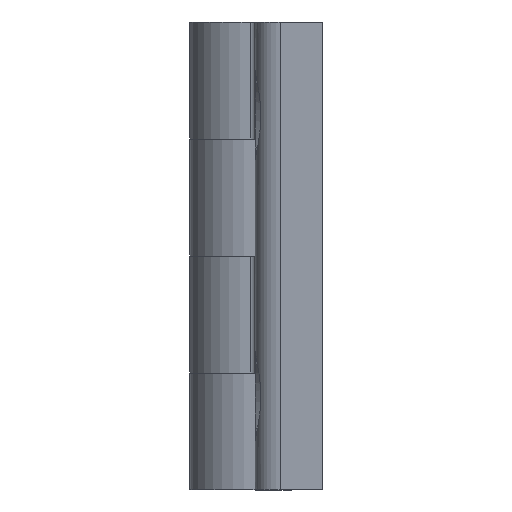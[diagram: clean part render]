
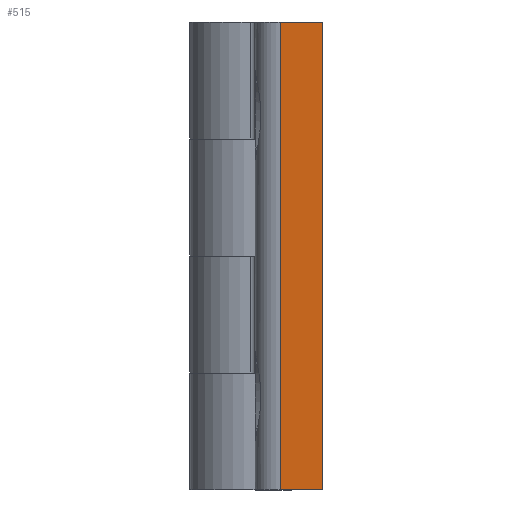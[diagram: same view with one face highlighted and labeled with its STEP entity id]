
A CAD part, front view. The second image highlights one B-rep face of the part: STEP entity #515.
In plain terms, the highlighted planar face has unit normal (-0.104, -0.995, 0).
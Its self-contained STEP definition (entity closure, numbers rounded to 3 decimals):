
#263 = LINE ( 'NONE', #9173, #4739 ) ;
#515 = ADVANCED_FACE ( 'NONE', ( #7598 ), #3985, .F. ) ;
#622 = EDGE_CURVE ( 'NONE', #9436, #9386, #6192, .T. ) ;
#911 = VECTOR ( 'NONE', #8409, 1000. ) ;
#1547 = EDGE_CURVE ( 'NONE', #9780, #9436, #263, .T. ) ;
#2256 = CARTESIAN_POINT ( 'NONE',  ( -3689.782, 395.783, 51.798 ) ) ;
#2742 = LINE ( 'NONE', #4439, #4871 ) ;
#3137 = DIRECTION ( 'NONE',  ( -0.995, 0.105, 0. ) ) ;
#3532 = CARTESIAN_POINT ( 'NONE',  ( 21.74, 5.686, 16.798 ) ) ;
#3640 = ORIENTED_EDGE ( 'NONE', *, *, #4426, .T. ) ;
#3655 = ORIENTED_EDGE ( 'NONE', *, *, #622, .F. ) ;
#3985 = PLANE ( 'NONE',  #7469 ) ;
#3989 = EDGE_CURVE ( 'NONE', #9780, #8993, #2742, .T. ) ;
#4426 = EDGE_CURVE ( 'NONE', #8993, #9386, #8084, .T. ) ;
#4439 = CARTESIAN_POINT ( 'NONE',  ( 17.227, 6.16, 16.798 ) ) ;
#4739 = VECTOR ( 'NONE', #8293, 1000. ) ;
#4871 = VECTOR ( 'NONE', #8911, 1000. ) ;
#5625 = VECTOR ( 'NONE', #9701, 1000. ) ;
#6192 = LINE ( 'NONE', #8805, #5625 ) ;
#6203 = EDGE_LOOP ( 'NONE', ( #3640, #3655, #7115, #9789 ) ) ;
#7115 = ORIENTED_EDGE ( 'NONE', *, *, #1547, .F. ) ;
#7469 = AXIS2_PLACEMENT_3D ( 'NONE', #2256, #8540, #3137 ) ;
#7479 = CARTESIAN_POINT ( 'NONE',  ( 21.74, 5.686, 51.798 ) ) ;
#7598 = FACE_OUTER_BOUND ( 'NONE', #6203, .T. ) ;
#8084 = LINE ( 'NONE', #7479, #911 ) ;
#8293 = DIRECTION ( 'NONE',  ( 0., 0., 1. ) ) ;
#8409 = DIRECTION ( 'NONE',  ( 0., 0., 1. ) ) ;
#8540 = DIRECTION ( 'NONE',  ( 0.105, 0.995, 0. ) ) ;
#8805 = CARTESIAN_POINT ( 'NONE',  ( 17.227, 6.16, 66.798 ) ) ;
#8911 = DIRECTION ( 'NONE',  ( 0.995, -0.105, 0. ) ) ;
#8993 = VERTEX_POINT ( 'NONE', #3532 ) ;
#9173 = CARTESIAN_POINT ( 'NONE',  ( 17.227, 6.16, 51.798 ) ) ;
#9386 = VERTEX_POINT ( 'NONE', #11529 ) ;
#9436 = VERTEX_POINT ( 'NONE', #10958 ) ;
#9701 = DIRECTION ( 'NONE',  ( 0.995, -0.105, 0. ) ) ;
#9780 = VERTEX_POINT ( 'NONE', #11304 ) ;
#9789 = ORIENTED_EDGE ( 'NONE', *, *, #3989, .T. ) ;
#10958 = CARTESIAN_POINT ( 'NONE',  ( 17.227, 6.16, 66.798 ) ) ;
#11304 = CARTESIAN_POINT ( 'NONE',  ( 17.227, 6.16, 16.798 ) ) ;
#11529 = CARTESIAN_POINT ( 'NONE',  ( 21.74, 5.686, 66.798 ) ) ;
